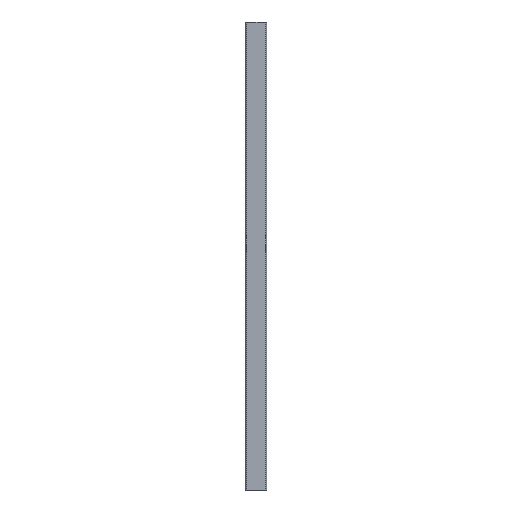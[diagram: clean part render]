
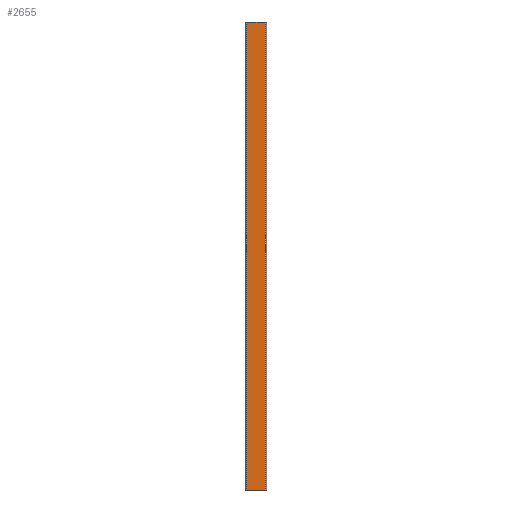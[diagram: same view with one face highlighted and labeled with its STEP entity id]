
A CAD part, front view. The second image highlights one B-rep face of the part: STEP entity #2655.
In plain terms, the highlighted planar face has unit normal (0, -1, 0).
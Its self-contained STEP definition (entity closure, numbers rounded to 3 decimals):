
#219=FACE_OUTER_BOUND($,#347,.T.);
#347=EDGE_LOOP($,(#2109,#2110,#2111,#2112));
#655=LINE($,#4219,#983);
#656=LINE($,#4222,#984);
#657=LINE($,#4224,#985);
#658=LINE($,#4225,#986);
#983=VECTOR($,#3458,1000.);
#984=VECTOR($,#3461,39.);
#985=VECTOR($,#3462,39.);
#986=VECTOR($,#3463,1000.);
#1253=VERTEX_POINT($,#4215);
#1254=VERTEX_POINT($,#4217);
#1255=VERTEX_POINT($,#4221);
#1256=VERTEX_POINT($,#4223);
#1617=EDGE_CURVE($,#1253,#1254,#655,.T.);
#1618=EDGE_CURVE($,#1255,#1253,#656,.T.);
#1619=EDGE_CURVE($,#1256,#1254,#657,.T.);
#1620=EDGE_CURVE($,#1255,#1256,#658,.T.);
#2109=ORIENTED_EDGE($,*,*,#1618,.T.);
#2110=ORIENTED_EDGE($,*,*,#1617,.T.);
#2111=ORIENTED_EDGE($,*,*,#1619,.F.);
#2112=ORIENTED_EDGE($,*,*,#1620,.F.);
#2528=PLANE($,#2838);
#2655=ADVANCED_FACE($,(#219),#2528,.T.);
#2838=AXIS2_PLACEMENT_3D($,#4220,#3459,#3460);
#3458=DIRECTION($,(0.,0.,1.));
#3459=DIRECTION('center_axis',(0.,-1.,0.));
#3460=DIRECTION('ref_axis',(1.,0.,0.));
#3461=DIRECTION($,(1.,0.,0.));
#3462=DIRECTION($,(1.,0.,0.));
#3463=DIRECTION($,(0.,0.,1.));
#4215=CARTESIAN_POINT('',(19.5,-22.5,0.));
#4217=CARTESIAN_POINT('',(19.5,-22.5,1000.));
#4219=CARTESIAN_POINT($,(19.5,-22.5,0.));
#4220=CARTESIAN_POINT('Origin',(-19.5,-22.5,0.));
#4221=CARTESIAN_POINT('',(-19.5,-22.5,0.));
#4222=CARTESIAN_POINT($,(-19.5,-22.5,0.));
#4223=CARTESIAN_POINT('',(-19.5,-22.5,1000.));
#4224=CARTESIAN_POINT($,(-19.5,-22.5,1000.));
#4225=CARTESIAN_POINT($,(-19.5,-22.5,0.));
